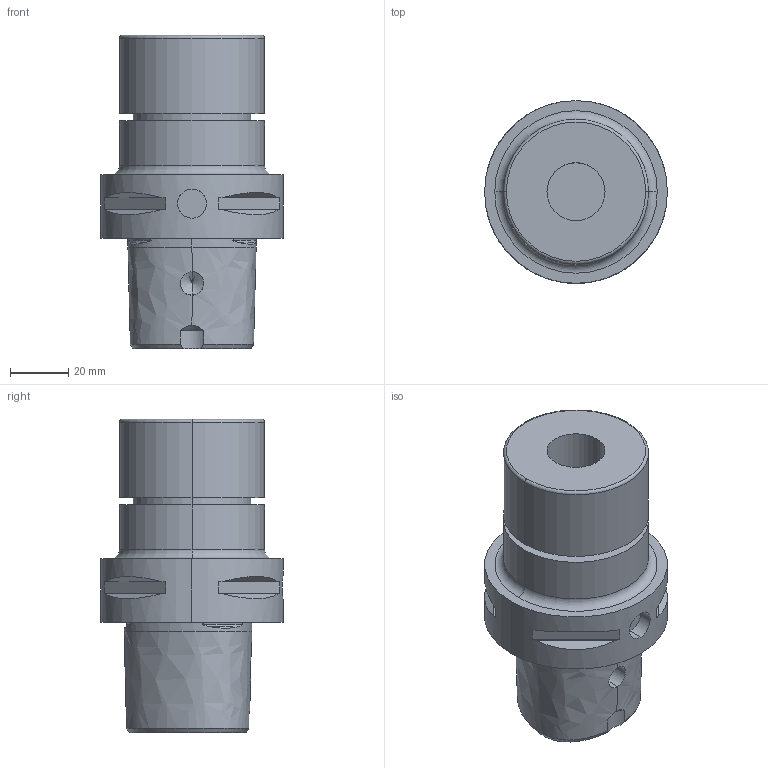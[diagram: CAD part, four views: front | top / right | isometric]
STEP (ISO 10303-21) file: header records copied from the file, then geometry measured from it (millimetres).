
FILE_DESCRIPTION (( 'STEP AP203' ), '1' );
FILE_NAME ('STP-5135-529-032-070-0.STEP', '2021-09-23T05:07:29', ( '' ), ( '' ), 'SwSTEP 2.0', 'SolidWorks 2017', '' );
FILE_SCHEMA (( 'CONFIG_CONTROL_DESIGN' ));
Length unit declared in the file: millimetre
Products named in the file (1): STP-5135-529-032-070-0
Bounding box: 63 x 63 x 108 mm (x, y, z)
Volume: 176683.9 mm3; surface area: 31077.8 mm2
Topology: 1 solids, 1 shells, 92 faces, 212 edges, 130 vertices
Faces by surface type: plane 32, cylinder 25, cone 16, torus 13, bspline 6
Entity records: 5151 total; most frequent: CARTESIAN_POINT 3060, DIRECTION 420, ORIENTED_EDGE 416, EDGE_CURVE 208, AXIS2_PLACEMENT_3D 180, VERTEX_POINT 130, EDGE_LOOP 106, CIRCLE 93
